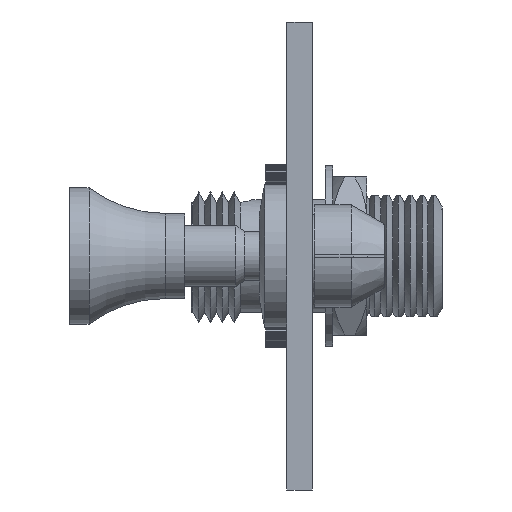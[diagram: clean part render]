
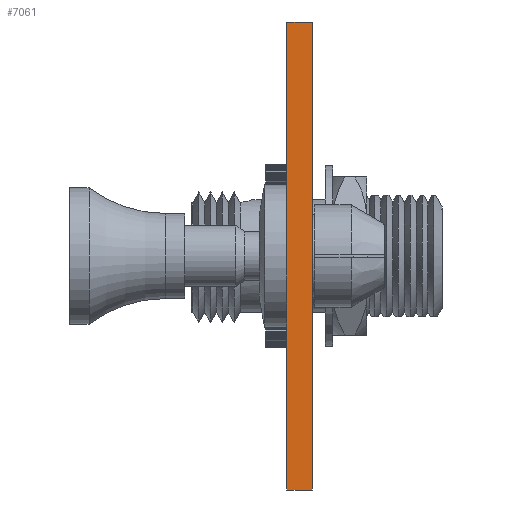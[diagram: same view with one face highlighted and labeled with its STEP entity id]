
A CAD part, left-side view. The second image highlights one B-rep face of the part: STEP entity #7061.
In plain terms, the highlighted planar face has unit normal (-1, 0, 0).
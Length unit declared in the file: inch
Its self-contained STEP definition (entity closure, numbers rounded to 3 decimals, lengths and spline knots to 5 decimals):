
#6722 = VERTEX_POINT ( 'NONE', #14476 ) ;
#6741 = VERTEX_POINT ( 'NONE', #14445 ) ;
#6776 = EDGE_CURVE ( 'NONE', #6722, #6741, #14772, .T. ) ;
#6941 = VERTEX_POINT ( 'NONE', #15155 ) ;
#6942 = ORIENTED_EDGE ( 'NONE', *, *, #6943, .F. ) ;
#6943 = EDGE_CURVE ( 'NONE', #6741, #6941, #15154, .T. ) ;
#6944 = ORIENTED_EDGE ( 'NONE', *, *, #6776, .F. ) ;
#6957 = EDGE_CURVE ( 'NONE', #6722, #6985, #15124, .T. ) ;
#6983 = ORIENTED_EDGE ( 'NONE', *, *, #6984, .T. ) ;
#6984 = EDGE_CURVE ( 'Edge10', #6985, #6941, #15423, .T. ) ;
#6985 = VERTEX_POINT ( 'NONE', #15419 ) ;
#7059 = ORIENTED_EDGE ( 'NONE', *, *, #6957, .T. ) ;
#7061 = ADVANCED_FACE ( 'NONE', ( #15578 ), #15550, .F. ) ;
#7062 = EDGE_LOOP ( 'NONE', ( #6983, #6942, #6944, #7059 ) ) ;
#14445 = CARTESIAN_POINT ( 'NONE',  ( -2.55, 0.06, 0.55 ) ) ;
#14476 = CARTESIAN_POINT ( 'NONE',  ( -2.55, 0.06, -0.55 ) ) ;
#14704 = DIRECTION ( 'NONE',  ( 0., 0., 1. ) ) ;
#14705 = VECTOR ( 'NONE', #14704, 39.37008 ) ;
#14706 = CARTESIAN_POINT ( 'NONE',  ( -2.55, 0.06, -0.55 ) ) ;
#14772 = LINE ( 'NONE', #14706, #14705 ) ;
#15121 = DIRECTION ( 'NONE',  ( 0., -1., 0. ) ) ;
#15122 = VECTOR ( 'NONE', #15121, 39.37008 ) ;
#15123 = CARTESIAN_POINT ( 'NONE',  ( -2.55, 0.06, -0.55 ) ) ;
#15124 = LINE ( 'NONE', #15123, #15122 ) ;
#15151 = DIRECTION ( 'NONE',  ( 0., -1., 0. ) ) ;
#15152 = VECTOR ( 'NONE', #15151, 39.37008 ) ;
#15153 = CARTESIAN_POINT ( 'NONE',  ( -2.55, 0.06, 0.55 ) ) ;
#15154 = LINE ( 'NONE', #15153, #15152 ) ;
#15155 = CARTESIAN_POINT ( 'NONE',  ( -2.55, 0., 0.55 ) ) ;
#15419 = CARTESIAN_POINT ( 'NONE',  ( -2.55, 0., -0.55 ) ) ;
#15420 = DIRECTION ( 'NONE',  ( 0., 0., 1. ) ) ;
#15421 = VECTOR ( 'NONE', #15420, 39.37008 ) ;
#15422 = CARTESIAN_POINT ( 'NONE',  ( -2.55, 0., -0.55 ) ) ;
#15423 = LINE ( 'NONE', #15422, #15421 ) ;
#15546 = DIRECTION ( 'NONE',  ( 0., 0., -1. ) ) ;
#15547 = DIRECTION ( 'NONE',  ( 1., 0., 0. ) ) ;
#15548 = CARTESIAN_POINT ( 'NONE',  ( -2.55, 0.06, -0.55 ) ) ;
#15549 = AXIS2_PLACEMENT_3D ( 'NONE', #15548, #15547, #15546 ) ;
#15550 = PLANE ( 'NONE',  #15549 ) ;
#15578 = FACE_OUTER_BOUND ( 'NONE', #7062, .T. ) ;
